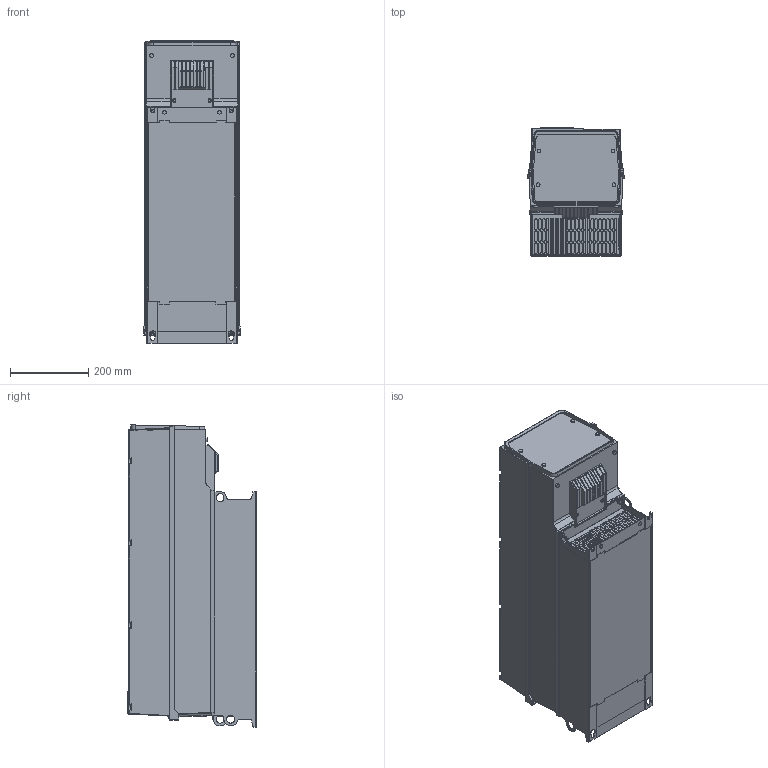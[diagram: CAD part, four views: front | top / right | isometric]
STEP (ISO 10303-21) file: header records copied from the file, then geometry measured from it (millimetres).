
FILE_DESCRIPTION((''),'2;1');
FILE_NAME('MCAD-FB07-IP55','2025-10-31T09:58:32',('U388355'),('Danfoss Drives'),'CREO PARAMETRIC BY PTC INC, 2024133','CREO PARAMETRIC BY PTC INC, 2024133','');
FILE_SCHEMA(('CONFIG_CONTROL_DESIGN','GEOMETRIC_VALIDATION_PROPERTIES_MIM'));
Products named in the file (1): MCAD-FB07-IP55
Bounding box: 245.74 x 327 x 770.37 mm (x, y, z)
Volume: 49524163.1 mm3; surface area: 1055121.6 mm2
Topology: 1 solids, 6 shells, 2035 faces, 5356 edges, 3467 vertices
Faces by surface type: plane 1156, cylinder 640, extrusion 95, bspline 85, cone 40, torus 17, sphere 2
Entity records: 87504 total; most frequent: CARTESIAN_POINT 23107, ORIENTED_EDGE 10706, DIRECTION 9544, EDGE_CURVE 5353, VECTOR 3622, LINE 3527, VERTEX_POINT 3467, AXIS2_PLACEMENT_3D 2961
